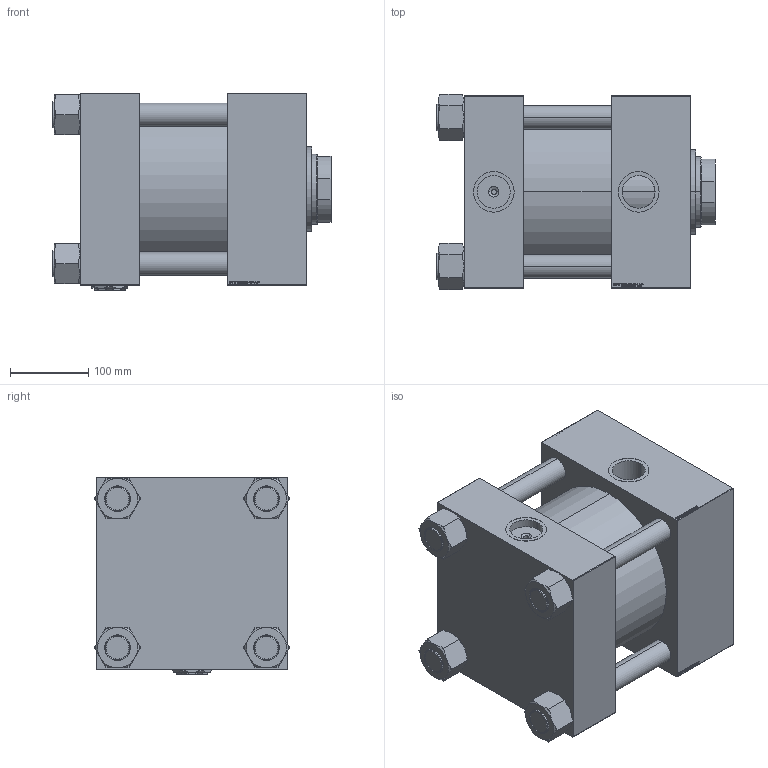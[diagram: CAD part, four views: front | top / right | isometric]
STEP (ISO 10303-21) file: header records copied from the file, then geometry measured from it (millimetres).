
FILE_DESCRIPTION (( 'STEP AP203' ), '1' );
FILE_NAME ('3c1e.STEP', '2024-01-08T13:54:43', ( '' ), ( '' ), 'SwSTEP 2.0', 'SolidWorks 2019', '' );
FILE_SCHEMA (( 'CONFIG_CONTROL_DESIGN' ));
Length unit declared in the file: millimetre
Products named in the file (7): V215CD_C_TYCINKA 24d7b8e0cc94c85ed1036432544176ff; 3c1e; V215CD_VC_C 24d7b8e0cc94c85ed1036432544176ff; NUT_M5_V215CD_C 24d7b8e0cc94c85ed1036432544176ff; V215CD_VCP_C 24d7b8e0cc94c85ed1036432544176ff; V215CD_Body_C 24d7b8e0cc94c85ed1036432544176ff; Zatka_pro_OIL_PORT 24d7b8e0cc94c85ed1036432544176ff
Assembly tree (12 placements, depth 2):
  3c1e
    V215CD_Body_C 24d7b8e0cc94c85ed1036432544176ff
    V215CD_VC_C 24d7b8e0cc94c85ed1036432544176ff
    V215CD_VCP_C 24d7b8e0cc94c85ed1036432544176ff
    V215CD_C_TYCINKA 24d7b8e0cc94c85ed1036432544176ff  x4
    NUT_M5_V215CD_C 24d7b8e0cc94c85ed1036432544176ff  x4
    Zatka_pro_OIL_PORT 24d7b8e0cc94c85ed1036432544176ff
Bounding box: 356 x 249.44 x 252 mm (x, y, z)
Volume: 13434536.1 mm3; surface area: 1047289.9 mm2
Topology: 12 solids, 12 shells, 1250 faces, 3155 edges, 2049 vertices
Faces by surface type: plane 598, bspline 392, cone 158, cylinder 94, torus 8
Entity records: 52558 total; most frequent: CARTESIAN_POINT 27816, ORIENTED_EDGE 5574, DIRECTION 3609, EDGE_CURVE 2787, VERTEX_POINT 1827, VECTOR 1645, LINE 1645, EDGE_LOOP 1228
